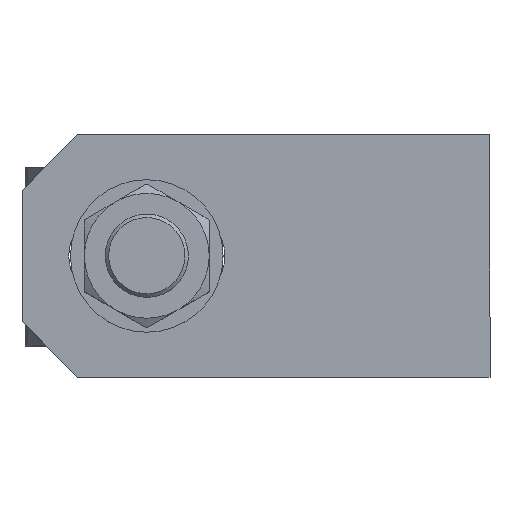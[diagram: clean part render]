
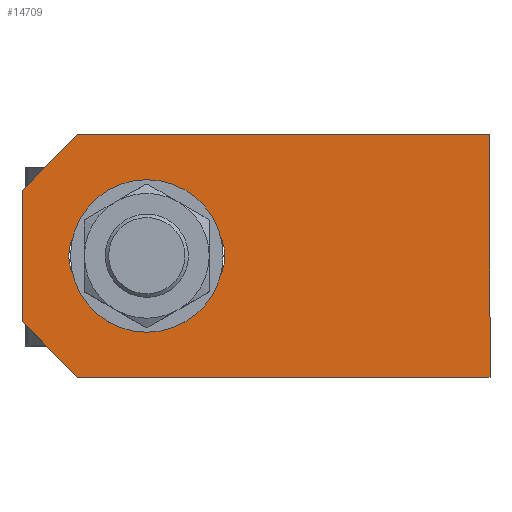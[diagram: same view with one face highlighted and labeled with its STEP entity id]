
A CAD part, top view. The second image highlights one B-rep face of the part: STEP entity #14709.
In plain terms, the highlighted planar face has unit normal (0, 0, 1).
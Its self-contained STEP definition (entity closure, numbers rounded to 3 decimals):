
#16 = VECTOR ( 'NONE', #10718, 1000. ) ;
#54 = ORIENTED_EDGE ( 'NONE', *, *, #13575, .T. ) ;
#80 = VERTEX_POINT ( 'NONE', #2937 ) ;
#588 = LINE ( 'NONE', #8997, #12404 ) ;
#675 = VERTEX_POINT ( 'NONE', #5588 ) ;
#747 = CARTESIAN_POINT ( 'NONE',  ( -22.25, 13.25, 6. ) ) ;
#864 = DIRECTION ( 'NONE',  ( 0., 1., 0. ) ) ;
#1792 = ORIENTED_EDGE ( 'NONE', *, *, #5142, .T. ) ;
#2034 = ORIENTED_EDGE ( 'NONE', *, *, #2896, .T. ) ;
#2050 = DIRECTION ( 'NONE',  ( -0.707, -0.707, 0. ) ) ;
#2200 = CARTESIAN_POINT ( 'NONE',  ( -51.5, 35., 6. ) ) ;
#2254 = CARTESIAN_POINT ( 'NONE',  ( -67.5, 35., 6. ) ) ;
#2335 = EDGE_CURVE ( 'NONE', #2685, #4512, #13902, .T. ) ;
#2610 = CARTESIAN_POINT ( 'NONE',  ( -40.75, -13.25, 6. ) ) ;
#2685 = VERTEX_POINT ( 'NONE', #11725 ) ;
#2896 = EDGE_CURVE ( 'NONE', #11808, #12683, #6087, .T. ) ;
#2937 = CARTESIAN_POINT ( 'NONE',  ( 67.5, -35., 6. ) ) ;
#3133 = ORIENTED_EDGE ( 'NONE', *, *, #9716, .T. ) ;
#3206 = VECTOR ( 'NONE', #10376, 1000. ) ;
#3223 = DIRECTION ( 'NONE',  ( 1., 0., 0. ) ) ;
#3310 = FACE_OUTER_BOUND ( 'NONE', #14392, .T. ) ;
#3326 = VECTOR ( 'NONE', #6671, 1000. ) ;
#3536 = EDGE_CURVE ( 'NONE', #9678, #5084, #14250, .T. ) ;
#3742 = AXIS2_PLACEMENT_3D ( 'NONE', #13790, #5687, #9125 ) ;
#3746 = CARTESIAN_POINT ( 'NONE',  ( -22.25, 0., 6. ) ) ;
#3752 = DIRECTION ( 'NONE',  ( -1., 0., 0. ) ) ;
#4169 = EDGE_LOOP ( 'NONE', ( #11411, #11910, #14157, #14978 ) ) ;
#4416 = EDGE_CURVE ( 'NONE', #4512, #9678, #14972, .T. ) ;
#4512 = VERTEX_POINT ( 'NONE', #747 ) ;
#5084 = VERTEX_POINT ( 'NONE', #13418 ) ;
#5142 = EDGE_CURVE ( 'NONE', #9756, #12531, #588, .T. ) ;
#5563 = CARTESIAN_POINT ( 'NONE',  ( -67.5, 19., 6. ) ) ;
#5588 = CARTESIAN_POINT ( 'NONE',  ( 67.5, 35., 6. ) ) ;
#5614 = CARTESIAN_POINT ( 'NONE',  ( -67.5, 35., 6. ) ) ;
#5638 = ORIENTED_EDGE ( 'NONE', *, *, #8713, .T. ) ;
#5662 = LINE ( 'NONE', #2610, #16 ) ;
#5687 = DIRECTION ( 'NONE',  ( 0., 0., 1. ) ) ;
#5878 = AXIS2_PLACEMENT_3D ( 'NONE', #3746, #6072, #9564 ) ;
#6034 = CARTESIAN_POINT ( 'NONE',  ( -40.75, 13.25, 6. ) ) ;
#6072 = DIRECTION ( 'NONE',  ( 0., 0., 1. ) ) ;
#6087 = LINE ( 'NONE', #10938, #9530 ) ;
#6671 = DIRECTION ( 'NONE',  ( -1., 0., 0. ) ) ;
#6989 = EDGE_CURVE ( 'NONE', #675, #9756, #8362, .T. ) ;
#7002 = VECTOR ( 'NONE', #864, 1000. ) ;
#8362 = LINE ( 'NONE', #5614, #3326 ) ;
#8713 = EDGE_CURVE ( 'NONE', #80, #675, #11887, .T. ) ;
#8933 = DIRECTION ( 'NONE',  ( 0., 0., 1. ) ) ;
#8997 = CARTESIAN_POINT ( 'NONE',  ( -43.25, 43.25, 6. ) ) ;
#9125 = DIRECTION ( 'NONE',  ( 1., 0., 0. ) ) ;
#9530 = VECTOR ( 'NONE', #12068, 1000. ) ;
#9564 = DIRECTION ( 'NONE',  ( 1., 0., 0. ) ) ;
#9678 = VERTEX_POINT ( 'NONE', #11435 ) ;
#9716 = EDGE_CURVE ( 'NONE', #12531, #11808, #11530, .T. ) ;
#9756 = VERTEX_POINT ( 'NONE', #2200 ) ;
#10005 = LINE ( 'NONE', #11125, #10029 ) ;
#10029 = VECTOR ( 'NONE', #12211, 1000. ) ;
#10376 = DIRECTION ( 'NONE',  ( 0., -1., 0. ) ) ;
#10718 = DIRECTION ( 'NONE',  ( 1., 0., 0. ) ) ;
#10938 = CARTESIAN_POINT ( 'NONE',  ( -43.25, -43.25, 6. ) ) ;
#11125 = CARTESIAN_POINT ( 'NONE',  ( -67.5, -35., 6. ) ) ;
#11260 = ORIENTED_EDGE ( 'NONE', *, *, #6989, .T. ) ;
#11411 = ORIENTED_EDGE ( 'NONE', *, *, #13311, .F. ) ;
#11435 = CARTESIAN_POINT ( 'NONE',  ( -40.75, 13.25, 6. ) ) ;
#11530 = LINE ( 'NONE', #2254, #3206 ) ;
#11725 = CARTESIAN_POINT ( 'NONE',  ( -22.25, -13.25, 6. ) ) ;
#11808 = VERTEX_POINT ( 'NONE', #14020 ) ;
#11887 = LINE ( 'NONE', #14714, #7002 ) ;
#11910 = ORIENTED_EDGE ( 'NONE', *, *, #3536, .F. ) ;
#12068 = DIRECTION ( 'NONE',  ( 0.707, -0.707, 0. ) ) ;
#12211 = DIRECTION ( 'NONE',  ( 1., 0., 0. ) ) ;
#12404 = VECTOR ( 'NONE', #2050, 1000. ) ;
#12474 = CARTESIAN_POINT ( 'NONE',  ( 0., 0., 6. ) ) ;
#12531 = VERTEX_POINT ( 'NONE', #5563 ) ;
#12683 = VERTEX_POINT ( 'NONE', #13810 ) ;
#13088 = FACE_BOUND ( 'NONE', #4169, .T. ) ;
#13311 = EDGE_CURVE ( 'NONE', #5084, #2685, #5662, .T. ) ;
#13375 = AXIS2_PLACEMENT_3D ( 'NONE', #12474, #8933, #3223 ) ;
#13418 = CARTESIAN_POINT ( 'NONE',  ( -40.75, -13.25, 6. ) ) ;
#13544 = PLANE ( 'NONE',  #13375 ) ;
#13575 = EDGE_CURVE ( 'NONE', #12683, #80, #10005, .T. ) ;
#13694 = VECTOR ( 'NONE', #3752, 1000. ) ;
#13790 = CARTESIAN_POINT ( 'NONE',  ( -40.75, 0., 6. ) ) ;
#13810 = CARTESIAN_POINT ( 'NONE',  ( -51.5, -35., 6. ) ) ;
#13902 = CIRCLE ( 'NONE', #5878, 13.25 ) ;
#14020 = CARTESIAN_POINT ( 'NONE',  ( -67.5, -19., 6. ) ) ;
#14157 = ORIENTED_EDGE ( 'NONE', *, *, #4416, .F. ) ;
#14250 = CIRCLE ( 'NONE', #3742, 13.25 ) ;
#14392 = EDGE_LOOP ( 'NONE', ( #3133, #2034, #54, #5638, #11260, #1792 ) ) ;
#14709 = ADVANCED_FACE ( 'NONE', ( #3310, #13088 ), #13544, .T. ) ;
#14714 = CARTESIAN_POINT ( 'NONE',  ( 67.5, 35., 6. ) ) ;
#14972 = LINE ( 'NONE', #6034, #13694 ) ;
#14978 = ORIENTED_EDGE ( 'NONE', *, *, #2335, .F. ) ;
